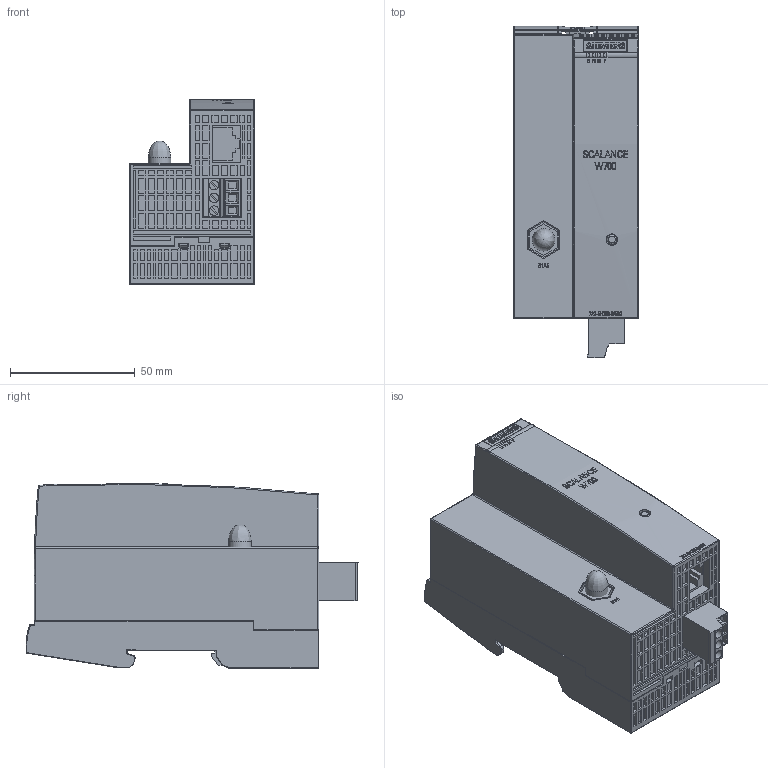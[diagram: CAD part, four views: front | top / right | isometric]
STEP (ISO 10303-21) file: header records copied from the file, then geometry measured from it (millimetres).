
FILE_DESCRIPTION (( 'STEP AP214' ), '1' );
FILE_NAME ('6GK57221FC000AB0_001_STEP.STEP', '2014-08-28T06:23:09', ( '' ), ( '' ), 'SwSTEP 2.0', 'SolidWorks 2014', '' );
FILE_SCHEMA (( 'AUTOMOTIVE_DESIGN' ));
Length unit declared in the file: millimetre
Products named in the file (6): Beschriftung; Stecker; Kappe; Hutschienenadapter; Body; 6GK57221FC000AB0_001_STEP
Assembly tree (5 placements, depth 2):
  6GK57221FC000AB0_001_STEP
    Body
    Hutschienenadapter
    Kappe
    Stecker
    Beschriftung
Bounding box: 50.01 x 132.84 x 73.94 mm (x, y, z)
Volume: 316398.5 mm3; surface area: 51688.9 mm2
Topology: 4 solids, 63 shells, 2204 faces, 6559 edges, 4630 vertices
Faces by surface type: plane 1831, cylinder 223, bspline 101, torus 24, sphere 18, cone 7
Full cylindrical faces by diameter (mm): 1.5 x1, 1.92 x1, 2.8 x6, 3.491 x1, 3.783 x3, 3.8 x1, 4 x2, 4.573 x1, 4.653 x1, 4.853 x1, 5.553 x2, 5.753 x2, 6.255 x1, 6.455 x1, 7.5 x3, 8.2 x1, 9 x1
Entity records: 100584 total; most frequent: CARTESIAN_POINT 19080, ORIENTED_EDGE 11970, DIRECTION 10450, EDGE_CURVE 6492, VECTOR 5072, LINE 5072, VERTEX_POINT 4615, AXIS2_PLACEMENT_3D 2689
